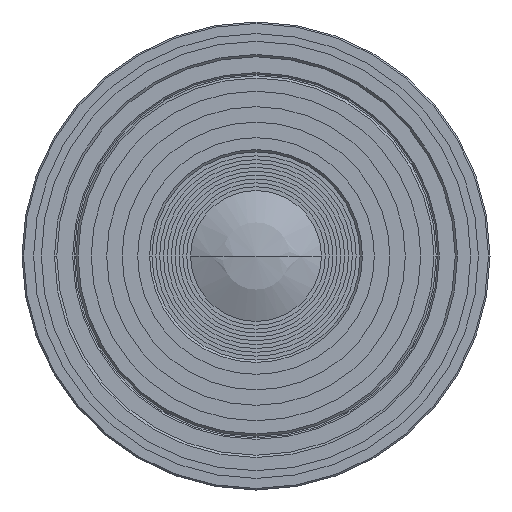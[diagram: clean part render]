
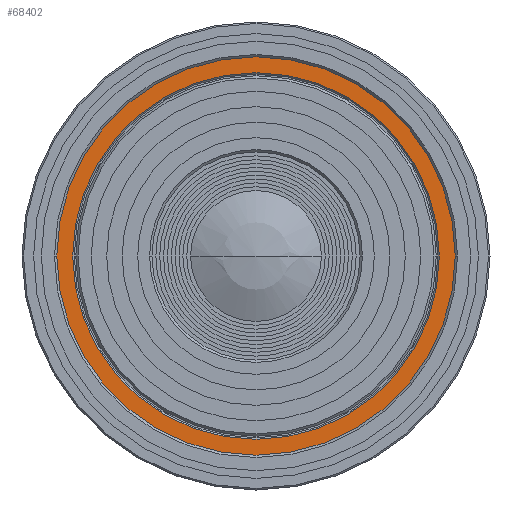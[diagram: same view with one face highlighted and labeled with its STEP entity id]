
A CAD part, left-side view. The second image highlights one B-rep face of the part: STEP entity #68402.
In plain terms, the highlighted planar face has unit normal (-1, 0, 0).
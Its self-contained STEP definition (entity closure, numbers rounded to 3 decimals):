
#29130=CARTESIAN_POINT('',(-101.79,0.,0.));
#29131=DIRECTION('',(1.,0.,0.));
#29132=DIRECTION('',(0.,1.,0.));
#29133=AXIS2_PLACEMENT_3D('',#29130,#29131,#29132);
#29135=CARTESIAN_POINT('',(-101.79,0.,0.));
#29136=DIRECTION('',(-1.,0.,0.));
#29137=DIRECTION('',(0.,1.,0.));
#29138=AXIS2_PLACEMENT_3D('',#29135,#29136,#29137);
#29140=CARTESIAN_POINT('',(-101.79,0.,0.));
#29141=DIRECTION('',(-1.,0.,0.));
#29142=DIRECTION('',(0.,1.,0.));
#29143=AXIS2_PLACEMENT_3D('',#29140,#29141,#29142);
#29149=CARTESIAN_POINT('',(-101.79,0.,0.));
#29150=DIRECTION('',(1.,0.,0.));
#29151=DIRECTION('',(0.,1.,0.));
#29152=AXIS2_PLACEMENT_3D('',#29149,#29150,#29151);
#35495=CARTESIAN_POINT('',(-101.79,26.15,0.));
#35497=VERTEX_POINT('',#35495);
#35498=CARTESIAN_POINT('',(-101.79,23.7,0.));
#35500=VERTEX_POINT('',#35498);
#35739=CARTESIAN_POINT('',(-101.79,-26.15,0.));
#35741=VERTEX_POINT('',#35739);
#35742=CARTESIAN_POINT('',(-101.79,-23.7,0.));
#35744=VERTEX_POINT('',#35742);
#68387=CARTESIAN_POINT('',(-101.79,0.,0.));
#68388=DIRECTION('',(-1.,0.,0.));
#68389=DIRECTION('',(0.,1.,0.));
#68390=AXIS2_PLACEMENT_3D('',#68387,#68388,#68389);
#68391=PLANE('',#68390);
#68392=ORIENTED_EDGE('',*,*,#68382,.T.);
#68393=ORIENTED_EDGE('',*,*,#68366,.F.);
#68394=EDGE_LOOP('',(#68392,#68393));
#68395=FACE_OUTER_BOUND('',#68394,.F.);
#68397=ORIENTED_EDGE('',*,*,#68396,.T.);
#68399=ORIENTED_EDGE('',*,*,#68398,.F.);
#68400=EDGE_LOOP('',(#68397,#68399));
#68401=FACE_BOUND('',#68400,.F.);
#29134=CIRCLE('',#29133,26.15);
#29139=CIRCLE('',#29138,26.15);
#29144=CIRCLE('',#29143,23.7);
#29153=CIRCLE('',#29152,23.7);
#68366=EDGE_CURVE('',#35497,#35741,#29139,.T.);
#68382=EDGE_CURVE('',#35497,#35741,#29134,.T.);
#68396=EDGE_CURVE('',#35500,#35744,#29144,.T.);
#68398=EDGE_CURVE('',#35500,#35744,#29153,.T.);
#68402=ADVANCED_FACE('',(#68395,#68401),#68391,.T.);
